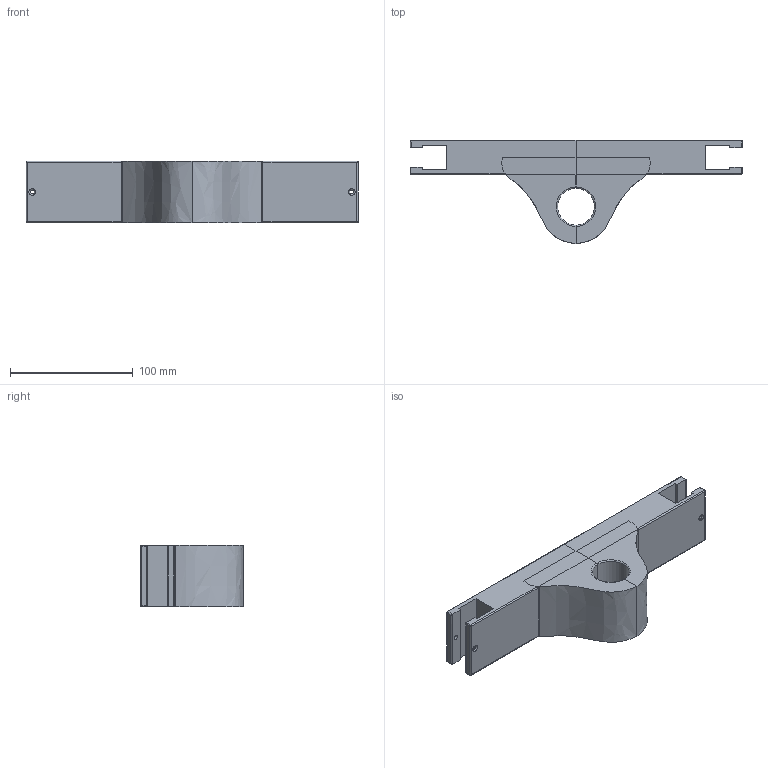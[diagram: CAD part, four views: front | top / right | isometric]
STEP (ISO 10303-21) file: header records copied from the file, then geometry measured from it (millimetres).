
FILE_DESCRIPTION(('FreeCAD Model'),'2;1');
FILE_NAME('Open CASCADE Shape Model','2024-04-06T02:01:56',('Author'),( ''),'Open CASCADE STEP processor 7.6','FreeCAD','Unknown');
FILE_SCHEMA(('AUTOMOTIVE_DESIGN { 1 0 10303 214 1 1 1 1 }'));
Length unit declared in the file: millimetre
Products named in the file (3): Unnamed; Body; Body001
Assembly tree (2 placements, depth 2):
  Unnamed
    Body
    Body001
Bounding box: 270 x 84 x 50.02 mm (x, y, z)
Volume: 468441.2 mm3; surface area: 67809.8 mm2
Topology: 2 solids, 2 shells, 94 faces, 232 edges, 134 vertices
Faces by surface type: plane 42, cylinder 30, bspline 14, torus 6, extrusion 2
Full cylindrical faces by diameter (mm): 3.3 x4
Entity records: 3612 total; most frequent: CARTESIAN_POINT 1521, ORIENTED_EDGE 448, DIRECTION 380, EDGE_CURVE 224, VECTOR 138, LINE 136, VERTEX_POINT 134, AXIS2_PLACEMENT_3D 121
